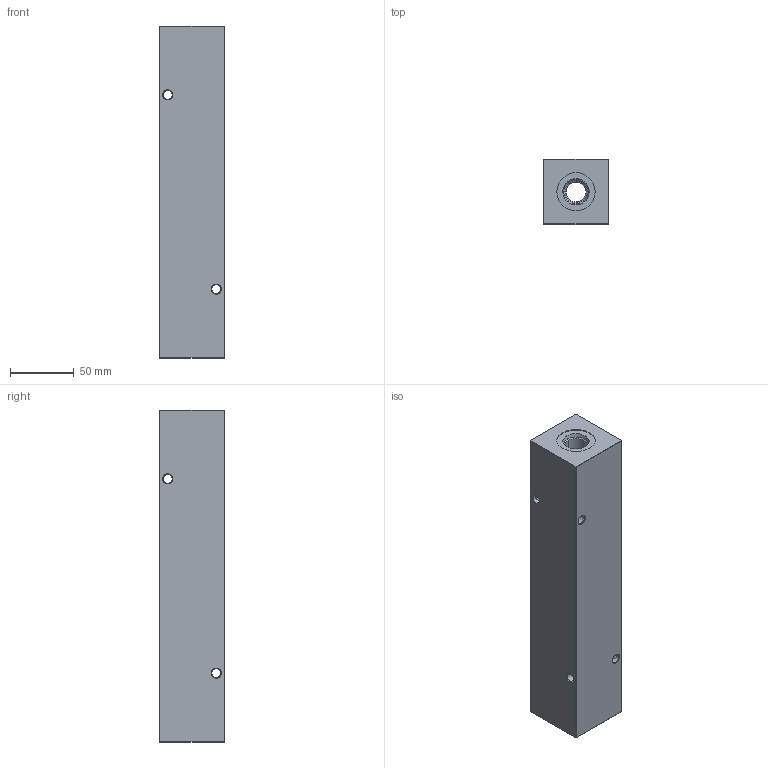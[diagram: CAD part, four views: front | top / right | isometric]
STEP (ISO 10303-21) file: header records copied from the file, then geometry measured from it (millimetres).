
FILE_DESCRIPTION (( 'STEP AP203' ), '1' );
FILE_NAME ('HM-5-90-S-8-8.STEP', '2020-11-09T21:54:40', ( '' ), ( '' ), 'SwSTEP 2.0', 'SolidWorks 2019', '' );
FILE_SCHEMA (( 'CONFIG_CONTROL_DESIGN' ));
Products named in the file (1): HM-5-90-S-8-8
Bounding box: 50.8 x 50.8 x 260.35 mm (x, y, z)
Volume: 559940.2 mm3; surface area: 80201.9 mm2
Topology: 1 solids, 1 shells, 663 faces, 1715 edges, 1099 vertices
Faces by surface type: plane 235, bspline 219, cylinder 106, cone 103
Entity records: 31068 total; most frequent: CARTESIAN_POINT 16465, ORIENTED_EDGE 3430, DIRECTION 2261, EDGE_CURVE 1715, VERTEX_POINT 1099, LINE 871, VECTOR 871, EDGE_LOOP 742
